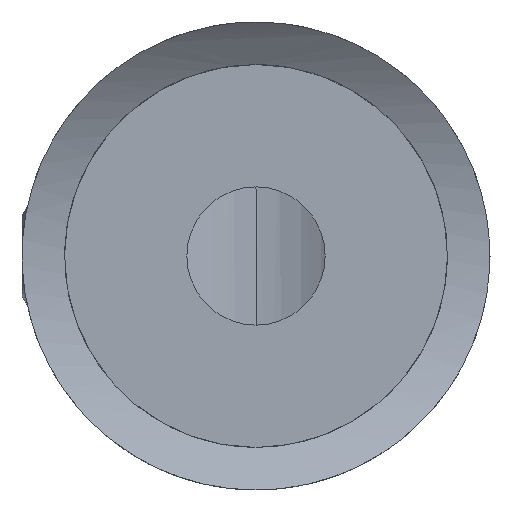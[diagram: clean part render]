
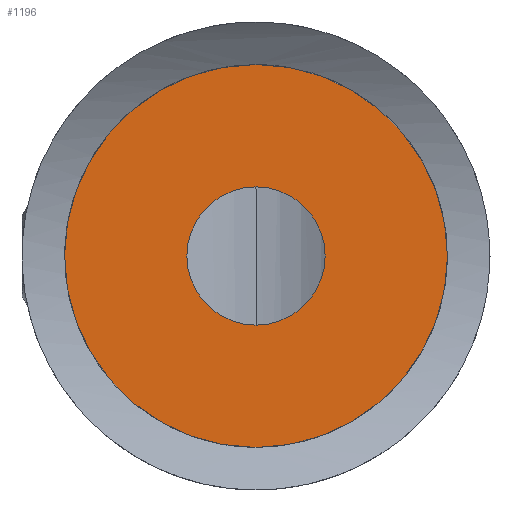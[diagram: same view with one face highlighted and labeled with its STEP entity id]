
A CAD part, left-side view. The second image highlights one B-rep face of the part: STEP entity #1196.
In plain terms, the highlighted planar face has unit normal (-1, 0, 0).
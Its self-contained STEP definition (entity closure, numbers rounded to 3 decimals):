
#30 = AXIS2_PLACEMENT_3D ( 'NONE', #2539, #452, #689 ) ;
#80 = CIRCLE ( 'NONE', #30, 9. ) ;
#103 = VERTEX_POINT ( 'NONE', #1689 ) ;
#191 = VERTEX_POINT ( 'NONE', #2910 ) ;
#421 = CIRCLE ( 'NONE', #1128, 3.25 ) ;
#424 = DIRECTION ( 'NONE',  ( 1., 0., 0. ) ) ;
#452 = DIRECTION ( 'NONE',  ( -1., 0., 0. ) ) ;
#572 = DIRECTION ( 'NONE',  ( -1., 0., 0. ) ) ;
#689 = DIRECTION ( 'NONE',  ( 0., 0., 1. ) ) ;
#717 = ORIENTED_EDGE ( 'NONE', *, *, #1706, .F. ) ;
#756 = EDGE_CURVE ( 'NONE', #103, #1544, #1236, .T. ) ;
#808 = VERTEX_POINT ( 'NONE', #2531 ) ;
#837 = DIRECTION ( 'NONE',  ( -1., 0., 0. ) ) ;
#853 = FACE_OUTER_BOUND ( 'NONE', #933, .T. ) ;
#897 = DIRECTION ( 'NONE',  ( -1., 0., 0. ) ) ;
#933 = EDGE_LOOP ( 'NONE', ( #2895, #1699 ) ) ;
#1073 = FACE_BOUND ( 'NONE', #1312, .T. ) ;
#1086 = PLANE ( 'NONE',  #1952 ) ;
#1128 = AXIS2_PLACEMENT_3D ( 'NONE', #1565, #837, #2748 ) ;
#1196 = ADVANCED_FACE ( 'NONE', ( #1073, #853 ), #1086, .F. ) ;
#1236 = CIRCLE ( 'NONE', #2666, 9. ) ;
#1285 = ORIENTED_EDGE ( 'NONE', *, *, #2314, .F. ) ;
#1305 = CARTESIAN_POINT ( 'NONE',  ( 8.5, 3.25, 0. ) ) ;
#1312 = EDGE_LOOP ( 'NONE', ( #717, #1285 ) ) ;
#1464 = DIRECTION ( 'NONE',  ( 0., 0., 1. ) ) ;
#1544 = VERTEX_POINT ( 'NONE', #1568 ) ;
#1555 = CARTESIAN_POINT ( 'NONE',  ( 8.5, 0., 0. ) ) ;
#1565 = CARTESIAN_POINT ( 'NONE',  ( 8.5, 0., 0. ) ) ;
#1568 = CARTESIAN_POINT ( 'NONE',  ( 8.5, 0., 9. ) ) ;
#1609 = AXIS2_PLACEMENT_3D ( 'NONE', #2795, #572, #1464 ) ;
#1689 = CARTESIAN_POINT ( 'NONE',  ( 8.5, 0., -9. ) ) ;
#1699 = ORIENTED_EDGE ( 'NONE', *, *, #756, .T. ) ;
#1706 = EDGE_CURVE ( 'NONE', #191, #808, #421, .T. ) ;
#1952 = AXIS2_PLACEMENT_3D ( 'NONE', #1305, #424, #2232 ) ;
#2232 = DIRECTION ( 'NONE',  ( 0., 0., -1. ) ) ;
#2314 = EDGE_CURVE ( 'NONE', #808, #191, #2915, .T. ) ;
#2531 = CARTESIAN_POINT ( 'NONE',  ( 8.5, 0., -3.25 ) ) ;
#2539 = CARTESIAN_POINT ( 'NONE',  ( 8.5, 0., 0. ) ) ;
#2666 = AXIS2_PLACEMENT_3D ( 'NONE', #1555, #897, #2703 ) ;
#2703 = DIRECTION ( 'NONE',  ( 0., 0., 1. ) ) ;
#2748 = DIRECTION ( 'NONE',  ( 0., 0., 1. ) ) ;
#2795 = CARTESIAN_POINT ( 'NONE',  ( 8.5, 0., 0. ) ) ;
#2850 = EDGE_CURVE ( 'NONE', #1544, #103, #80, .T. ) ;
#2895 = ORIENTED_EDGE ( 'NONE', *, *, #2850, .T. ) ;
#2910 = CARTESIAN_POINT ( 'NONE',  ( 8.5, 0., 3.25 ) ) ;
#2915 = CIRCLE ( 'NONE', #1609, 3.25 ) ;
